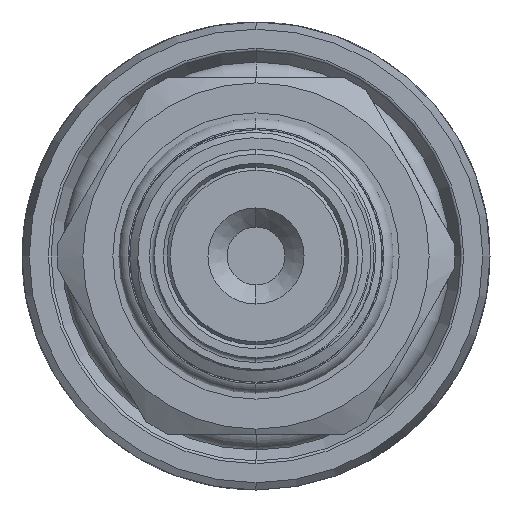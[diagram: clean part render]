
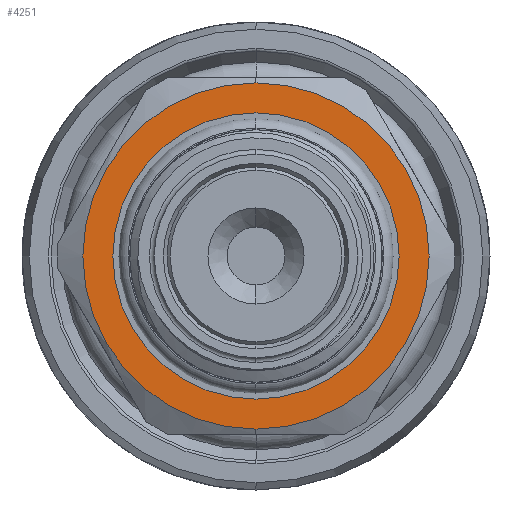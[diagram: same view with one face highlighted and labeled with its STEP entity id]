
A CAD part, left-side view. The second image highlights one B-rep face of the part: STEP entity #4251.
In plain terms, the highlighted planar face has unit normal (-1, 0, 0).
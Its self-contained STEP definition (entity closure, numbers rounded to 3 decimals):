
#345 = VERTEX_POINT ( 'NONE', #7885 ) ;
#356 = VERTEX_POINT ( 'NONE', #7884 ) ;
#461 = VERTEX_POINT ( 'NONE', #4690 ) ;
#466 = VERTEX_POINT ( 'NONE', #4770 ) ;
#900 = ORIENTED_EDGE ( 'NONE', *, *, #2296, .T. ) ;
#922 = ORIENTED_EDGE ( 'NONE', *, *, #7760, .F. ) ;
#924 = ORIENTED_EDGE ( 'NONE', *, *, #7409, .F. ) ;
#925 = ORIENTED_EDGE ( 'NONE', *, *, #7780, .T. ) ;
#1828 = AXIS2_PLACEMENT_3D ( 'NONE', #11003, #11008, #11007 ) ;
#1906 = AXIS2_PLACEMENT_3D ( 'NONE', #8049, #8037, #8057 ) ;
#2296 = EDGE_CURVE ( 'NONE', #461, #466, #9370, .T. ) ;
#2397 = AXIS2_PLACEMENT_3D ( 'NONE', #8602, #8603, #8604 ) ;
#2558 = AXIS2_PLACEMENT_3D ( 'NONE', #8382, #8383, #8384 ) ;
#2642 = AXIS2_PLACEMENT_3D ( 'NONE', #2837, #2838, #2839 ) ;
#2837 = CARTESIAN_POINT ( 'NONE',  ( 14.93, 0., 0. ) ) ;
#2838 = DIRECTION ( 'NONE',  ( -1., 0., 0. ) ) ;
#2839 = DIRECTION ( 'NONE',  ( 0., 0., 1. ) ) ;
#4251 = ADVANCED_FACE ( 'NONE', ( #5921, #5925 ), #11010, .F. ) ;
#4428 = EDGE_LOOP ( 'NONE', ( #924, #922 ) ) ;
#4515 = EDGE_LOOP ( 'NONE', ( #925, #900 ) ) ;
#4690 = CARTESIAN_POINT ( 'NONE',  ( 14.93, 0., 10.8 ) ) ;
#4770 = CARTESIAN_POINT ( 'NONE',  ( 14.93, 0., -10.8 ) ) ;
#5921 = FACE_BOUND ( 'NONE', #4428, .T. ) ;
#5925 = FACE_OUTER_BOUND ( 'NONE', #4515, .T. ) ;
#6182 = CIRCLE ( 'NONE', #2558, 8.93 ) ;
#6243 = CIRCLE ( 'NONE', #2397, 8.93 ) ;
#6266 = CIRCLE ( 'NONE', #2642, 10.8 ) ;
#7409 = EDGE_CURVE ( 'NONE', #356, #345, #6182, .T. ) ;
#7760 = EDGE_CURVE ( 'NONE', #345, #356, #6243, .T. ) ;
#7780 = EDGE_CURVE ( 'NONE', #466, #461, #6266, .T. ) ;
#7884 = CARTESIAN_POINT ( 'NONE',  ( 14.93, 0., 8.93 ) ) ;
#7885 = CARTESIAN_POINT ( 'NONE',  ( 14.93, 0., -8.93 ) ) ;
#8037 = DIRECTION ( 'NONE',  ( -1., 0., 0. ) ) ;
#8049 = CARTESIAN_POINT ( 'NONE',  ( 14.93, 0., 0. ) ) ;
#8057 = DIRECTION ( 'NONE',  ( 0., 0., 1. ) ) ;
#8382 = CARTESIAN_POINT ( 'NONE',  ( 14.93, 0., 0. ) ) ;
#8383 = DIRECTION ( 'NONE',  ( -1., 0., 0. ) ) ;
#8384 = DIRECTION ( 'NONE',  ( 0., 0., 1. ) ) ;
#8602 = CARTESIAN_POINT ( 'NONE',  ( 14.93, 0., 0. ) ) ;
#8603 = DIRECTION ( 'NONE',  ( -1., 0., 0. ) ) ;
#8604 = DIRECTION ( 'NONE',  ( 0., 0., 1. ) ) ;
#9370 = CIRCLE ( 'NONE', #1906, 10.8 ) ;
#11003 = CARTESIAN_POINT ( 'NONE',  ( 14.93, 8.93, 0. ) ) ;
#11007 = DIRECTION ( 'NONE',  ( 0., 0., -1. ) ) ;
#11008 = DIRECTION ( 'NONE',  ( 1., 0., 0. ) ) ;
#11010 = PLANE ( 'NONE',  #1828 ) ;
